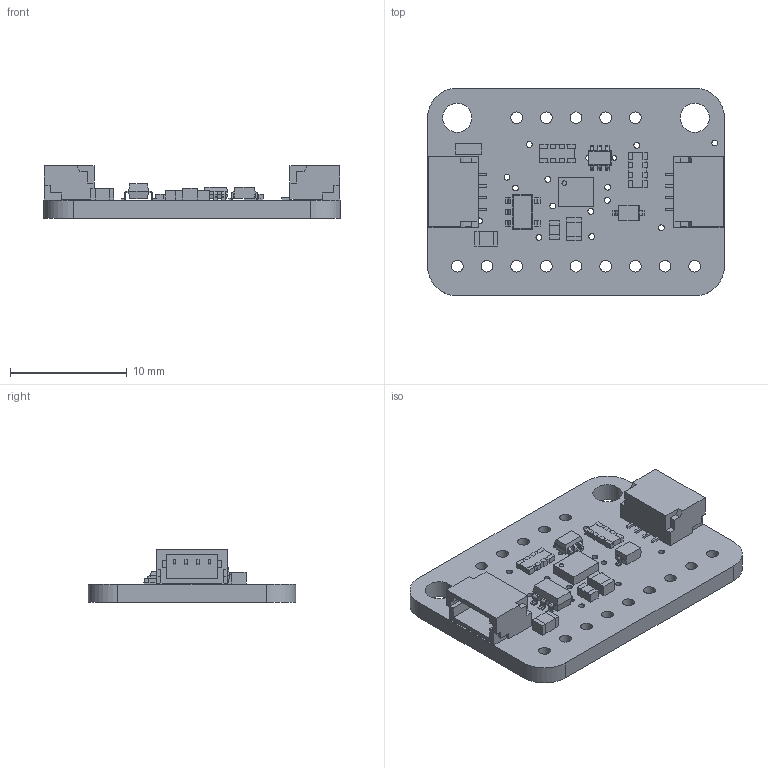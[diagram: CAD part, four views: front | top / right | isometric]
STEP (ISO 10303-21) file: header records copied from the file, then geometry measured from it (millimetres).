
FILE_DESCRIPTION(/* description */ (''),/* implementation_level */ '2;1');
FILE_NAME(/* name */ 'Adafruit_LSM6DSOX v1.step',/* time_stamp */ '2022-05-19T14:52:35-04:00',/* author */ (''),/* organization */ (''),/* preprocessor_version */ 'ST-DEVELOPER v18.1',/* originating_system */ 'Autodesk Translation Framework v10.14.0.1471',/* authorisation */ '');
FILE_SCHEMA (('AUTOMOTIVE_DESIGN { 1 0 10303 214 3 1 1 }'));
Length unit declared in the file: millimetre
Products named in the file (12): Adafruit_LSM6DSOX; PCB Component; Board; 10uF; AP2112K-3.3; 0.1uF; 10K; BSS138; STEMMA_I2C_QT; GREEN; LSM6DSOX; 1N4148
Assembly tree (14 placements, depth 3):
  Adafruit_LSM6DSOX
    PCB Component
      Board
      10uF  x2
      AP2112K-3.3
      0.1uF
      10K  x2
      BSS138
      STEMMA_I2C_QT  x2
      GREEN
      LSM6DSOX
      1N4148
Bounding box: 25.4 x 17.78 x 4.53 mm (x, y, z)
Volume: 777.2 mm3; surface area: 1602.1 mm2
Topology: 27 solids, 27 shells, 774 faces, 2027 edges, 1332 vertices
Faces by surface type: plane 676, cylinder 98
Full cylindrical faces by diameter (mm): 0.4 x4, 0.5 x22, 1 x14, 2.5 x2
Entity records: 19241 total; most frequent: CARTESIAN_POINT 3228, ORIENTED_EDGE 3134, DIRECTION 3033, EDGE_CURVE 1567, LINE 1371, VECTOR 1371, VERTEX_POINT 1026, AXIS2_PLACEMENT_3D 831
